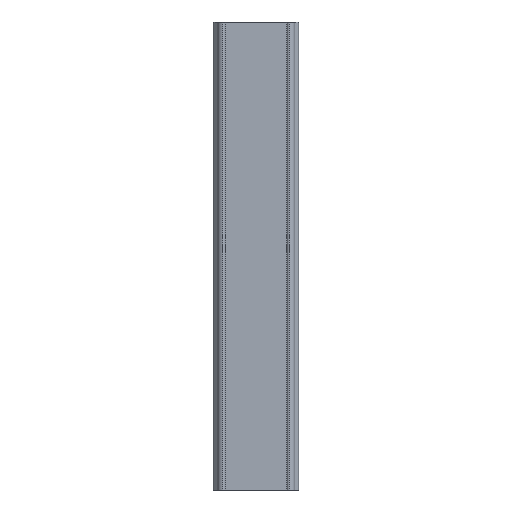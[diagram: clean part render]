
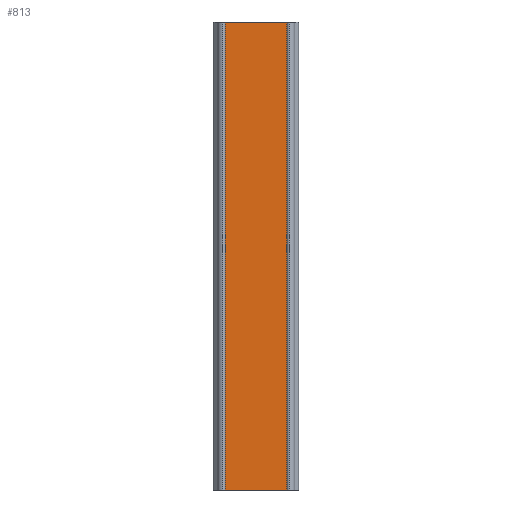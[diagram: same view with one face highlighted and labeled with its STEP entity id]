
A CAD part, front view. The second image highlights one B-rep face of the part: STEP entity #813.
In plain terms, the highlighted planar face has unit normal (0, -1, 0).
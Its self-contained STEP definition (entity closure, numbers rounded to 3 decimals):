
#16 = CARTESIAN_POINT ( 'NONE',  ( -3.3, -0.95, 50. ) ) ;
#27 = DIRECTION ( 'NONE',  ( 1., 0., 0. ) ) ;
#31 = CARTESIAN_POINT ( 'NONE',  ( 3.3, -0.95, 50. ) ) ;
#81 = DIRECTION ( 'NONE',  ( 0., 0., -1. ) ) ;
#82 = CARTESIAN_POINT ( 'NONE',  ( -3.3, -0.95, 50. ) ) ;
#84 = DIRECTION ( 'NONE',  ( 1., 0., 0. ) ) ;
#86 = CARTESIAN_POINT ( 'NONE',  ( -3.3, -0.95, 0. ) ) ;
#87 = DIRECTION ( 'NONE',  ( 0., 0., -1. ) ) ;
#160 = CARTESIAN_POINT ( 'NONE',  ( -3.3, -0.95, 50. ) ) ;
#162 = PLANE ( 'NONE',  #328 ) ;
#166 = DIRECTION ( 'NONE',  ( 0., 1., 0. ) ) ;
#168 = DIRECTION ( 'NONE',  ( 0., 0., 1. ) ) ;
#270 = EDGE_CURVE ( 'NONE', #667, #677, #763, .T. ) ;
#271 = EDGE_CURVE ( 'NONE', #677, #653, #732, .T. ) ;
#272 = EDGE_CURVE ( 'NONE', #649, #653, #739, .T. ) ;
#274 = EDGE_CURVE ( 'NONE', #667, #649, #593, .T. ) ;
#328 = AXIS2_PLACEMENT_3D ( 'NONE', #160, #166, #168 ) ;
#347 = CARTESIAN_POINT ( 'NONE',  ( -3.3, -0.95, 50. ) ) ;
#353 = CARTESIAN_POINT ( 'NONE',  ( 3.3, -0.95, 50. ) ) ;
#363 = CARTESIAN_POINT ( 'NONE',  ( 3.3, -0.95, 0. ) ) ;
#365 = CARTESIAN_POINT ( 'NONE',  ( -3.3, -0.95, 0. ) ) ;
#453 = ORIENTED_EDGE ( 'NONE', *, *, #271, .F. ) ;
#485 = EDGE_LOOP ( 'NONE', ( #767, #453, #765, #712 ) ) ;
#549 = FACE_OUTER_BOUND ( 'NONE', #485, .T. ) ;
#593 = LINE ( 'NONE', #82, #752 ) ;
#649 = VERTEX_POINT ( 'NONE', #365 ) ;
#653 = VERTEX_POINT ( 'NONE', #363 ) ;
#667 = VERTEX_POINT ( 'NONE', #347 ) ;
#677 = VERTEX_POINT ( 'NONE', #353 ) ;
#690 = VECTOR ( 'NONE', #84, 1000. ) ;
#712 = ORIENTED_EDGE ( 'NONE', *, *, #274, .T. ) ;
#732 = LINE ( 'NONE', #31, #736 ) ;
#736 = VECTOR ( 'NONE', #87, 1000. ) ;
#739 = LINE ( 'NONE', #86, #690 ) ;
#741 = VECTOR ( 'NONE', #27, 1000. ) ;
#752 = VECTOR ( 'NONE', #81, 1000. ) ;
#763 = LINE ( 'NONE', #16, #741 ) ;
#765 = ORIENTED_EDGE ( 'NONE', *, *, #270, .F. ) ;
#767 = ORIENTED_EDGE ( 'NONE', *, *, #272, .T. ) ;
#813 = ADVANCED_FACE ( 'NONE', ( #549 ), #162, .F. ) ;
